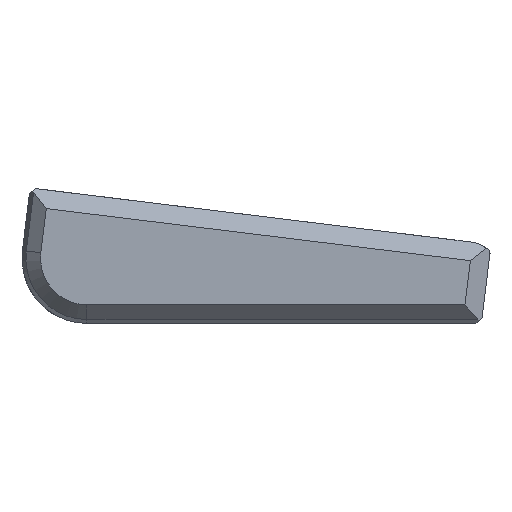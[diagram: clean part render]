
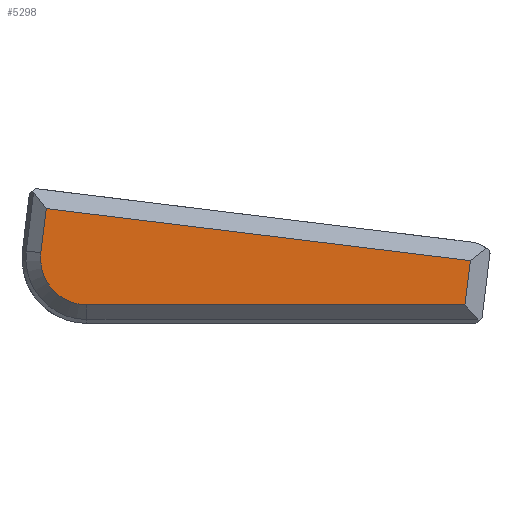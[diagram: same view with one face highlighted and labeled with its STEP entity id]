
A CAD part, left-side view. The second image highlights one B-rep face of the part: STEP entity #5298.
In plain terms, the highlighted planar face has unit normal (-1, 0, 0).
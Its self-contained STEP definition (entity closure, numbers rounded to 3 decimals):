
#340=PLANE('',#5711);
#610=FACE_OUTER_BOUND('',#939,.T.);
#939=EDGE_LOOP('',(#4788,#4789,#4790,#4791,#4792));
#1120=LINE('',#8388,#1627);
#1124=LINE('',#8397,#1631);
#1129=LINE('',#8409,#1636);
#1449=LINE('',#9801,#1956);
#1627=VECTOR('',#6160,10.);
#1631=VECTOR('',#6170,10.);
#1636=VECTOR('',#6179,10.);
#1956=VECTOR('',#6961,10.);
#2050=CIRCLE('',#5471,12.5);
#2349=VERTEX_POINT('',#8385);
#2350=VERTEX_POINT('',#8387);
#2351=VERTEX_POINT('',#8391);
#2352=VERTEX_POINT('',#8395);
#2357=VERTEX_POINT('',#8407);
#2926=EDGE_CURVE('',#2349,#2350,#1120,.T.);
#2929=EDGE_CURVE('',#2351,#2349,#2050,.T.);
#2931=EDGE_CURVE('',#2352,#2351,#1124,.T.);
#2937=EDGE_CURVE('',#2357,#2352,#1129,.T.);
#3363=EDGE_CURVE('',#2350,#2357,#1449,.T.);
#4788=ORIENTED_EDGE('',*,*,#2937,.F.);
#4789=ORIENTED_EDGE('',*,*,#3363,.F.);
#4790=ORIENTED_EDGE('',*,*,#2926,.F.);
#4791=ORIENTED_EDGE('',*,*,#2929,.F.);
#4792=ORIENTED_EDGE('',*,*,#2931,.F.);
#5298=ADVANCED_FACE('',(#610),#340,.F.);
#5471=AXIS2_PLACEMENT_3D('',#8393,#6165,#6166);
#5711=AXIS2_PLACEMENT_3D('',#9809,#6974,#6975);
#6160=DIRECTION('',(0.,-0.122,0.993));
#6165=DIRECTION('center_axis',(1.,0.,0.));
#6166=DIRECTION('ref_axis',(0.,0.749,-0.663));
#6170=DIRECTION('',(0.,1.,0.));
#6179=DIRECTION('',(0.,0.122,-0.993));
#6961=DIRECTION('',(0.,-0.993,-0.122));
#6974=DIRECTION('center_axis',(1.,0.,0.));
#6975=DIRECTION('ref_axis',(0.,1.,0.));
#8385=CARTESIAN_POINT('',(-4.,118.565,19.023));
#8387=CARTESIAN_POINT('',(-4.,117.107,30.902));
#8388=CARTESIAN_POINT('',(-4.,118.454,19.934));
#8391=CARTESIAN_POINT('',(-4.,106.159,5.));
#8393=CARTESIAN_POINT('Origin',(-4.,106.159,17.5));
#8395=CARTESIAN_POINT('',(-4.,4.424,5.));
#8397=CARTESIAN_POINT('',(-4.,54.35,5.));
#8407=CARTESIAN_POINT('',(-4.,2.964,16.887));
#8409=CARTESIAN_POINT('',(-4.,3.007,16.54));
#9801=CARTESIAN_POINT('',(-4.,79.886,26.332));
#9809=CARTESIAN_POINT('Origin',(-4.,53.286,17.323));
